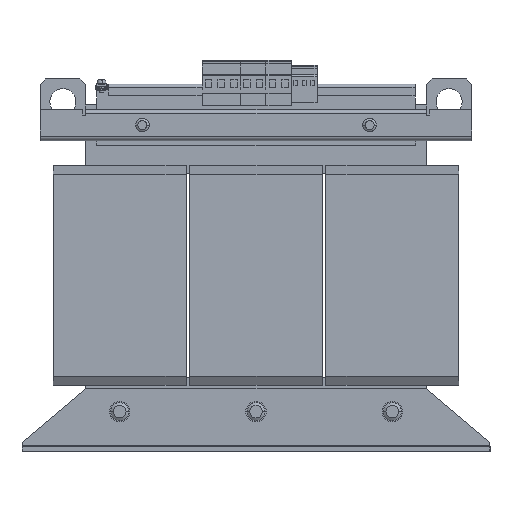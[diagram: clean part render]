
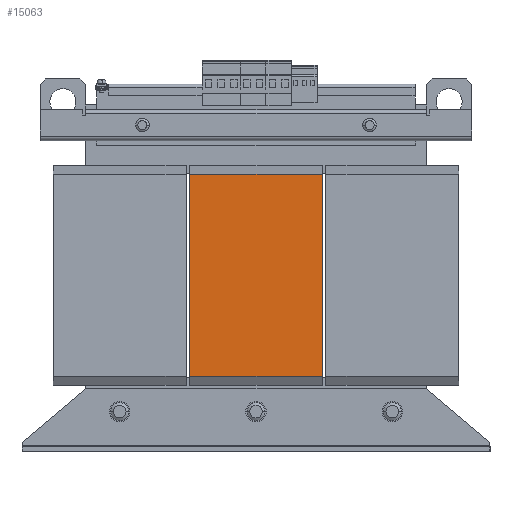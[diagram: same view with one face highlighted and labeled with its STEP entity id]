
A CAD part, top view. The second image highlights one B-rep face of the part: STEP entity #15063.
In plain terms, the highlighted planar face has unit normal (0, 0, 1).
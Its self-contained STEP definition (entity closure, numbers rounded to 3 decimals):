
#345 = CARTESIAN_POINT ( 'NONE',  ( -58.5, 89., 66. ) ) ;
#1439 = CARTESIAN_POINT ( 'NONE',  ( 58.5, -89., 66. ) ) ;
#1770 = CARTESIAN_POINT ( 'NONE',  ( -58.5, -89., 66. ) ) ;
#2880 = LINE ( 'NONE', #10147, #11008 ) ;
#3316 = EDGE_CURVE ( 'Defeature ausgef�hrt7_55+Defeature ausgef�hrt7_54+Defeature ausgef�hrt7_63+Defeature ausgef�hrt7_64', #16096, #14117, #4106, .T. ) ;
#3864 = CARTESIAN_POINT ( 'NONE',  ( 58.5, 89., 66. ) ) ;
#4081 = DIRECTION ( 'NONE',  ( -1., 0., 0. ) ) ;
#4106 = LINE ( 'NONE', #18079, #21987 ) ;
#4771 = ORIENTED_EDGE ( 'NONE', *, *, #8290, .T. ) ;
#5291 = PLANE ( 'NONE',  #21639 ) ;
#5322 = CARTESIAN_POINT ( 'NONE',  ( -58.5, 0., 66. ) ) ;
#5661 = VERTEX_POINT ( 'NONE', #3864 ) ;
#6322 = CARTESIAN_POINT ( 'NONE',  ( 58.5, 89., 66. ) ) ;
#7190 = LINE ( 'NONE', #6322, #15047 ) ;
#8290 = EDGE_CURVE ( 'Defeature ausgef�hrt7_54+Defeature ausgef�hrt7_53+Defeature ausgef�hrt7_63+Defeature ausgef�hrt7_64', #5661, #18204, #7190, .T. ) ;
#8349 = ORIENTED_EDGE ( 'NONE', *, *, #21338, .F. ) ;
#9488 = EDGE_LOOP ( 'NONE', ( #11314, #12909, #8349, #4771 ) ) ;
#10078 = DIRECTION ( 'NONE',  ( 0., -1., 0. ) ) ;
#10147 = CARTESIAN_POINT ( 'NONE',  ( 58.5, 0., 66. ) ) ;
#11008 = VECTOR ( 'NONE', #10078, 1000. ) ;
#11286 = FACE_OUTER_BOUND ( 'NONE', #9488, .T. ) ;
#11314 = ORIENTED_EDGE ( 'NONE', *, *, #20875, .T. ) ;
#11317 = VECTOR ( 'NONE', #15827, 1000. ) ;
#11884 = CARTESIAN_POINT ( 'NONE',  ( 58.5, 0., 66. ) ) ;
#12909 = ORIENTED_EDGE ( 'NONE', *, *, #3316, .F. ) ;
#13741 = DIRECTION ( 'NONE',  ( 0., 0., -1. ) ) ;
#14117 = VERTEX_POINT ( 'NONE', #1770 ) ;
#15047 = VECTOR ( 'NONE', #18776, 1000. ) ;
#15063 = ADVANCED_FACE ( 'Defeature ausgef�hrt7_54', ( #11286 ), #5291, .F. ) ;
#15091 = LINE ( 'NONE', #5322, #11317 ) ;
#15827 = DIRECTION ( 'NONE',  ( 0., -1., 0. ) ) ;
#16096 = VERTEX_POINT ( 'NONE', #1439 ) ;
#17379 = DIRECTION ( 'NONE',  ( -1., 0., 0. ) ) ;
#18079 = CARTESIAN_POINT ( 'NONE',  ( 58.5, -89., 66. ) ) ;
#18204 = VERTEX_POINT ( 'NONE', #345 ) ;
#18776 = DIRECTION ( 'NONE',  ( -1., 0., 0. ) ) ;
#20875 = EDGE_CURVE ( 'Defeature ausgef�hrt7_54+Defeature ausgef�hrt7_64+Defeature ausgef�hrt7_53+Defeature ausgef�hrt7_55', #18204, #14117, #15091, .T. ) ;
#21338 = EDGE_CURVE ( 'Defeature ausgef�hrt7_63+Defeature ausgef�hrt7_54+Defeature ausgef�hrt7_53+Defeature ausgef�hrt7_55', #5661, #16096, #2880, .T. ) ;
#21639 = AXIS2_PLACEMENT_3D ( 'NONE', #11884, #13741, #17379 ) ;
#21987 = VECTOR ( 'NONE', #4081, 1000. ) ;
